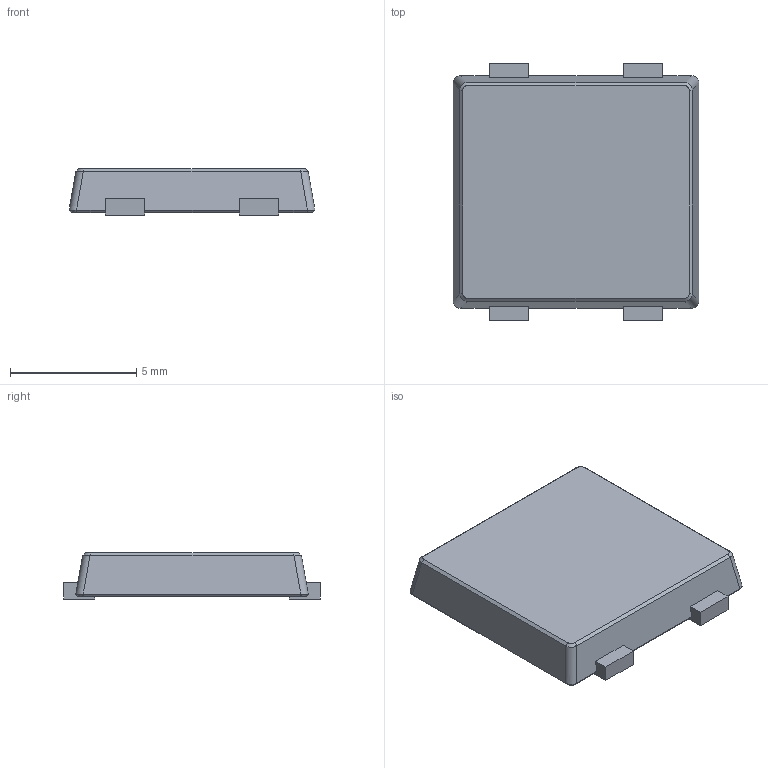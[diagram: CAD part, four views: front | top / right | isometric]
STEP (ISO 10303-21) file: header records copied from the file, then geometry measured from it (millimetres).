
FILE_DESCRIPTION(/* description */ (''),/* implementation_level */ '2;1');
FILE_NAME(/* name */ 'TTF v2.step',/* time_stamp */ '2023-03-25T17:38:24+01:00',/* author */ (''),/* organization */ (''),/* preprocessor_version */ 'ST-DEVELOPER v19.2',/* originating_system */ 'Autodesk Translation Framework v11.17.0.187',/* authorisation */ '');
FILE_SCHEMA (('AUTOMOTIVE_DESIGN { 1 0 10303 214 3 1 1 }'));
Length unit declared in the file: millimetre
Products named in the file (1): TTF
Bounding box: 9.74 x 10.19 x 1.83 mm (x, y, z)
Volume: 148.5 mm3; surface area: 240.2 mm2
Topology: 1 solids, 1 shells, 70 faces, 188 edges, 120 vertices
Faces by surface type: plane 42, bspline 24, cylinder 4
Entity records: 2571 total; most frequent: CARTESIAN_POINT 931, ORIENTED_EDGE 376, DIRECTION 234, EDGE_CURVE 188, LINE 140, VECTOR 140, VERTEX_POINT 120, FACE_OUTER_BOUND 70
